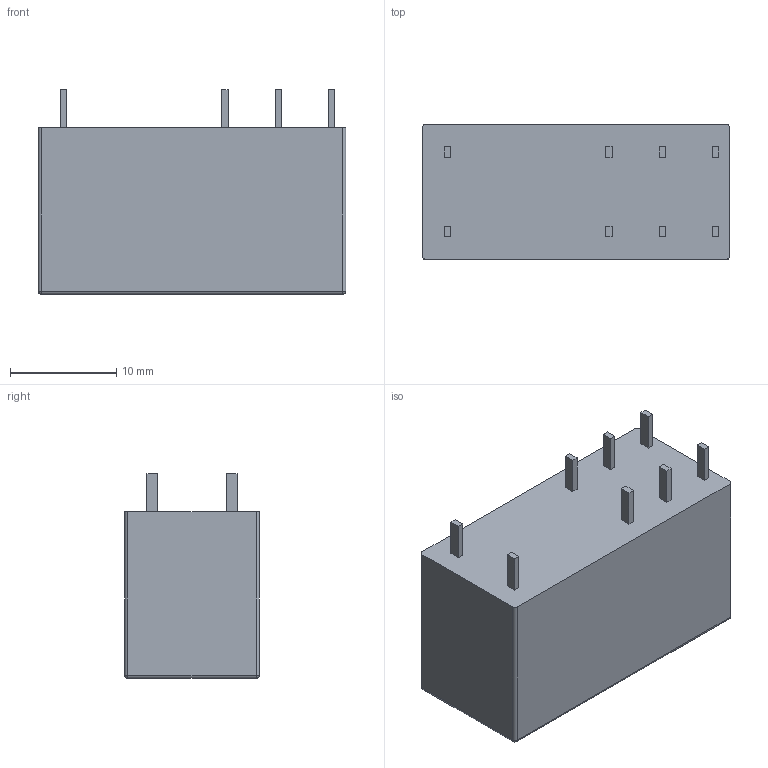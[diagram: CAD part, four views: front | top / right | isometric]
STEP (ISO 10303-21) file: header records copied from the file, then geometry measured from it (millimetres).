
FILE_DESCRIPTION((''),'2;1');
FILE_NAME('C-1-1419108-7','2014-10-17T',('workeradm'),('Tyco Electronics Ltd.'),'PRO/ENGINEER BY PARAMETRIC TECHNOLOGY CORPORATION, 2014090','PRO/ENGINEER BY PARAMETRIC TECHNOLOGY CORPORATION, 2014090','');
FILE_SCHEMA(('AUTOMOTIVE_DESIGN { 1 0 10303 214 1 1 1 1 }'));
Length unit declared in the file: millimetre
Products named in the file (1): C-1-1419108-7
Bounding box: 29 x 12.7 x 19.3 mm (x, y, z)
Volume: 5796.2 mm3; surface area: 2118 mm2
Topology: 1 solids, 1 shells, 58 faces, 132 edges, 84 vertices
Faces by surface type: plane 46, cylinder 8, sphere 4
Entity records: 1772 total; most frequent: CARTESIAN_POINT 276, DIRECTION 264, ORIENTED_EDGE 264, EDGE_CURVE 132, COLOUR_RGB 126, VECTOR 116, LINE 116, VERTEX_POINT 84
